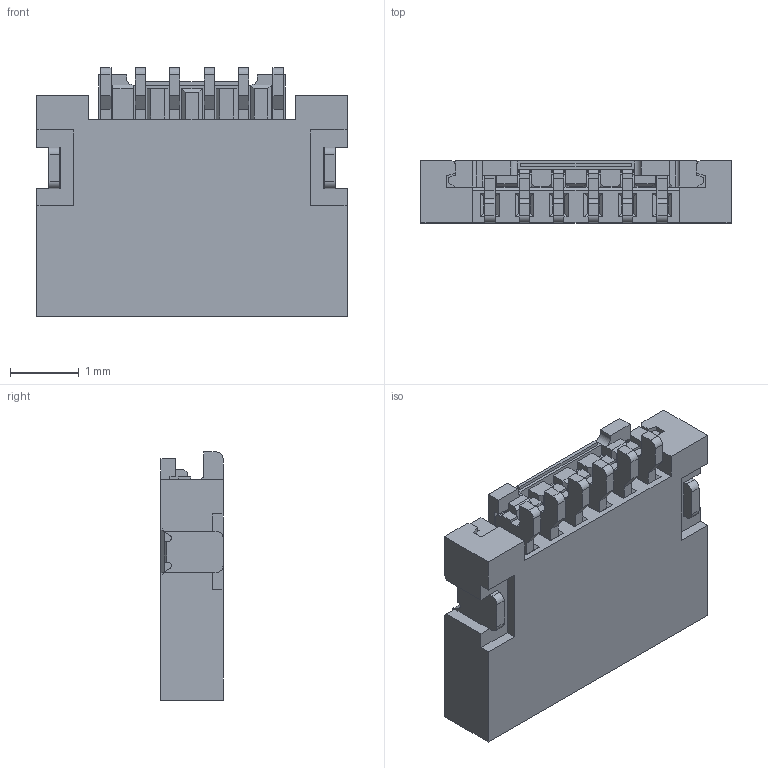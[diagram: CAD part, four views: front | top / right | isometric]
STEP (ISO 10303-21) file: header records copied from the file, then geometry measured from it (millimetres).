
FILE_DESCRIPTION((''),'2;1');
FILE_NAME('59453-061110ECHLF','2023-07-06T15:38:35',('WatanaSe'),('AFCI'),'CREO PARAMETRIC BY PTC INC, 2021184','CREO PARAMETRIC BY PTC INC, 2021184','');
FILE_SCHEMA(('AUTOMOTIVE_DESIGN { 1 0 10303 214 1 1 1 1 }'));
Length unit declared in the file: millimetre
Products named in the file (1): 59453-061110ECHLF
Bounding box: 4.5 x 0.9 x 3.6 mm (x, y, z)
Volume: 9.2 mm3; surface area: 102 mm2
Topology: 1 solids, 1 shells, 748 faces, 2287 edges, 1449 vertices
Faces by surface type: plane 652, cylinder 96
Entity records: 25488 total; most frequent: CARTESIAN_POINT 4583, ORIENTED_EDGE 4574, DIRECTION 3950, EDGE_CURVE 2287, VECTOR 2093, LINE 2093, VERTEX_POINT 1449, AXIS2_PLACEMENT_3D 927
